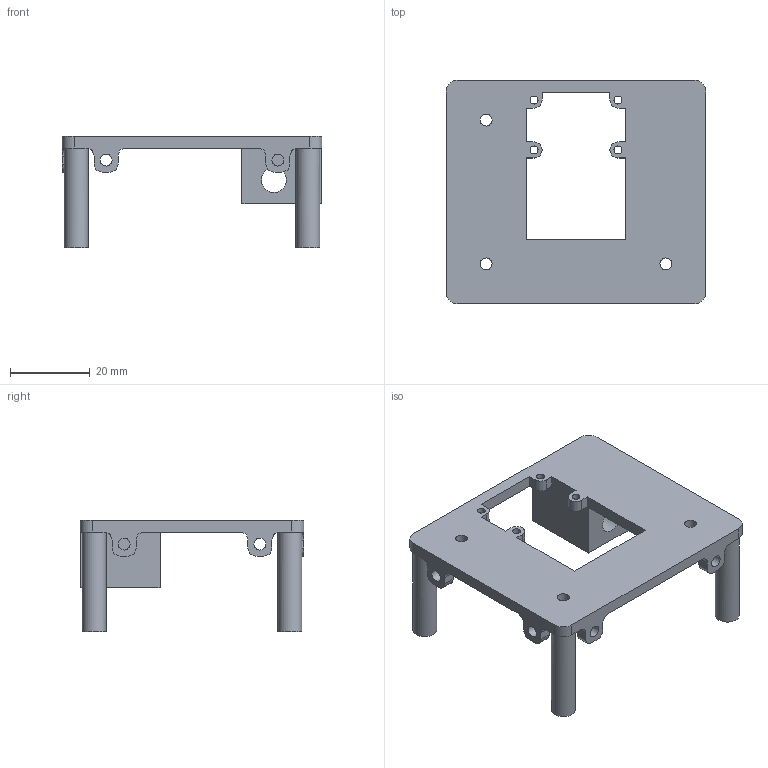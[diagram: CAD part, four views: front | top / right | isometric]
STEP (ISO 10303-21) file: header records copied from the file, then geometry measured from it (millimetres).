
FILE_DESCRIPTION(/* description */ (''),/* implementation_level */ '2;1');
FILE_NAME(/* name */ 'rpi4 camera v2 mount.step',/* time_stamp */ '2024-05-02T15:42:09+01:00',/* author */ (''),/* organization */ (''),/* preprocessor_version */ 'ST-DEVELOPER v20',/* originating_system */ 'Autodesk Translation Framework v12.20.1.177',/* authorisation */ '');
FILE_SCHEMA (('AUTOMOTIVE_DESIGN { 1 0 10303 214 3 1 1 }'));
Length unit declared in the file: millimetre
Products named in the file (1): rpi4 camera v2 mount
Bounding box: 65 x 56 x 28 mm (x, y, z)
Volume: 15115.9 mm3; surface area: 11149.1 mm2
Topology: 1 solids, 1 shells, 91 faces, 255 edges, 170 vertices
Faces by surface type: plane 47, cylinder 44
Full cylindrical faces by diameter (mm): 2 x4, 3 x11, 6 x4, 6.25 x1
Entity records: 3058 total; most frequent: CARTESIAN_POINT 537, DIRECTION 527, ORIENTED_EDGE 510, EDGE_CURVE 255, AXIS2_PLACEMENT_3D 184, VERTEX_POINT 170, LINE 159, VECTOR 159
